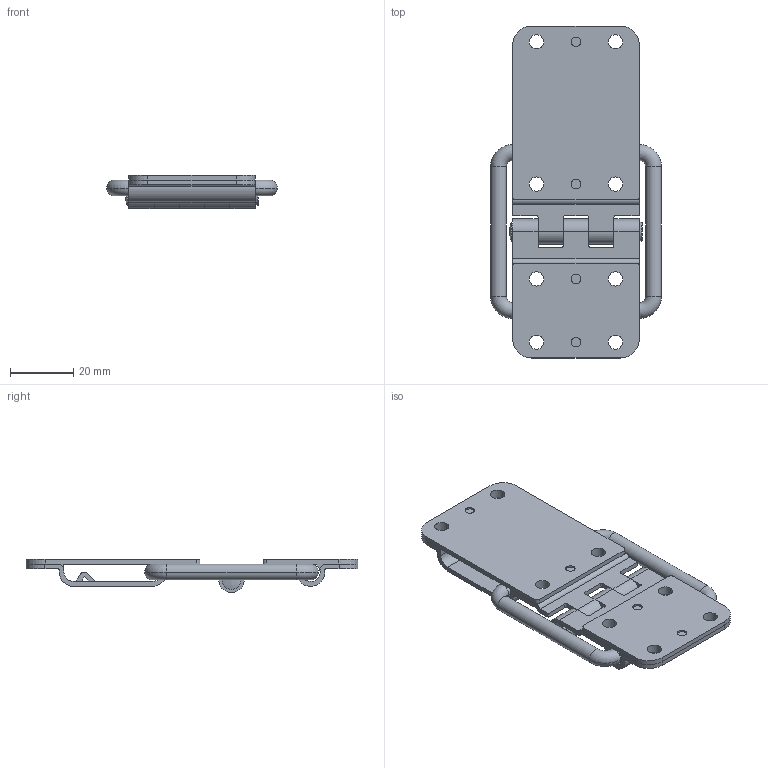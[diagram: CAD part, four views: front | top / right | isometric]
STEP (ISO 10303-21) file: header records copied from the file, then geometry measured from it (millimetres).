
FILE_DESCRIPTION (( 'STEP AP214' ), '1' );
FILE_NAME ('02142 Strut Hinge With Catch SS 65x40mm1.STEP', '2025-07-20T21:35:56', ( '' ), ( '' ), 'SwSTEP 2.0', 'SolidWorks 2025', '' );
FILE_SCHEMA (( 'AUTOMOTIVE_DESIGN' ));
Length unit declared in the file: millimetre
Products named in the file (5): 02142 Strut Hinge With Catch SS 65x40mm Top2; 02142 Strut Hinge With Catch SS 65x40mm Top1; 02142 Strut Hinge With Catch SS 65x40mm pin1; 02142 Strut Hinge With Catch SS 65x40mm1; 02142 Strut Hinge With Catch SS 65x40mm Wire1
Assembly tree (4 placements, depth 2):
  02142 Strut Hinge With Catch SS 65x40mm1
    02142 Strut Hinge With Catch SS 65x40mm pin1
    02142 Strut Hinge With Catch SS 65x40mm Top1
    02142 Strut Hinge With Catch SS 65x40mm Top2
    02142 Strut Hinge With Catch SS 65x40mm Wire1
Bounding box: 54 x 105 x 10.5 mm (x, y, z)
Volume: 16575.4 mm3; surface area: 18292.5 mm2
Topology: 4 solids, 4 shells, 217 faces, 592 edges, 386 vertices
Faces by surface type: cylinder 115, plane 86, torus 12, cone 2, sphere 2
Entity records: 7153 total; most frequent: DIRECTION 1293, CARTESIAN_POINT 1232, ORIENTED_EDGE 1184, EDGE_CURVE 592, AXIS2_PLACEMENT_3D 483, VERTEX_POINT 386, LINE 327, VECTOR 327
